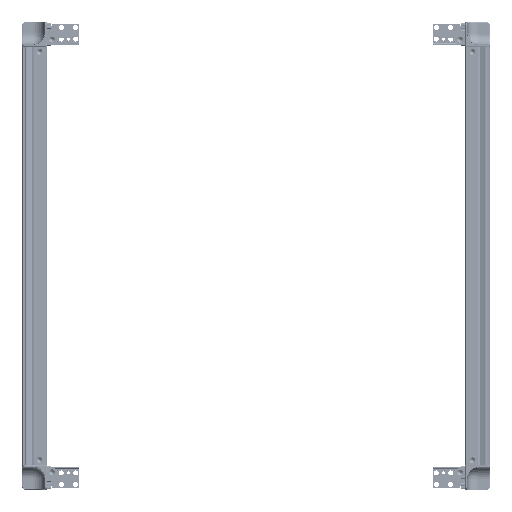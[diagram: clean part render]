
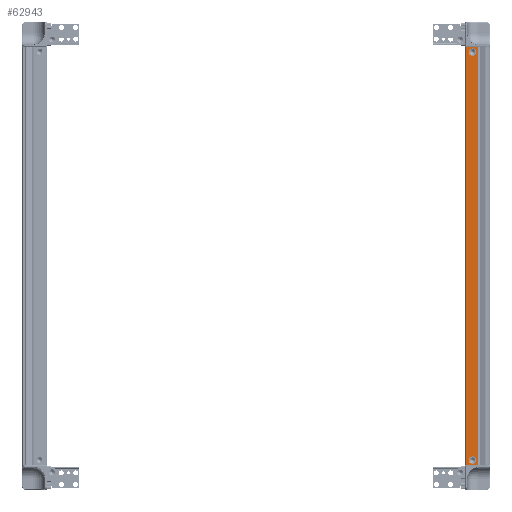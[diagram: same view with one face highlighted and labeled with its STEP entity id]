
A CAD part, left-side view. The second image highlights one B-rep face of the part: STEP entity #62943.
In plain terms, the highlighted face is planar.
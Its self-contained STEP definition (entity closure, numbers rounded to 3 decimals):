
#401 = CIRCLE ( 'NONE', #42031, 6.5 ) ;
#9292 = LINE ( 'NONE', #52167, #77697 ) ;
#10610 = VERTEX_POINT ( 'NONE', #94546 ) ;
#11080 = CARTESIAN_POINT ( 'NONE',  ( 42.5, -12.5, 716. ) ) ;
#11473 = AXIS2_PLACEMENT_3D ( 'NONE', #11080, #35510, #19766 ) ;
#11569 = CARTESIAN_POINT ( 'NONE',  ( 42.5, -2., 0. ) ) ;
#11629 = CARTESIAN_POINT ( 'NONE',  ( 42.5, -22.5, 725. ) ) ;
#11769 = CIRCLE ( 'NONE', #77736, 6.5 ) ;
#12369 = CARTESIAN_POINT ( 'NONE',  ( 42.5, -12.5, 15.5 ) ) ;
#12542 = FACE_BOUND ( 'NONE', #63052, .T. ) ;
#12625 = ORIENTED_EDGE ( 'NONE', *, *, #17174, .T. ) ;
#13776 = VERTEX_POINT ( 'NONE', #84578 ) ;
#15806 = DIRECTION ( 'NONE',  ( 0., 0., -1. ) ) ;
#17174 = EDGE_CURVE ( 'NONE', #96724, #89176, #9292, .T. ) ;
#17983 = DIRECTION ( 'NONE',  ( 0., -1., 0. ) ) ;
#18887 = ORIENTED_EDGE ( 'NONE', *, *, #47418, .F. ) ;
#19766 = DIRECTION ( 'NONE',  ( 0., 0., -1. ) ) ;
#22268 = VECTOR ( 'NONE', #96578, 1000. ) ;
#29937 = EDGE_CURVE ( 'NONE', #96724, #86364, #32248, .T. ) ;
#30663 = EDGE_CURVE ( 'NONE', #96687, #91973, #401, .T. ) ;
#32248 = LINE ( 'NONE', #65371, #96340 ) ;
#32933 = VECTOR ( 'NONE', #92499, 1000. ) ;
#35160 = ORIENTED_EDGE ( 'NONE', *, *, #69875, .F. ) ;
#35510 = DIRECTION ( 'NONE',  ( 1., 0., 0. ) ) ;
#37520 = CIRCLE ( 'NONE', #11473, 6.5 ) ;
#40590 = AXIS2_PLACEMENT_3D ( 'NONE', #84806, #52767, #85337 ) ;
#41185 = CARTESIAN_POINT ( 'NONE',  ( 42.5, -12.5, 9. ) ) ;
#42031 = AXIS2_PLACEMENT_3D ( 'NONE', #41185, #58000, #99807 ) ;
#42726 = LINE ( 'NONE', #101181, #32933 ) ;
#47418 = EDGE_CURVE ( 'NONE', #86364, #13776, #57282, .T. ) ;
#49023 = VERTEX_POINT ( 'NONE', #81763 ) ;
#50383 = AXIS2_PLACEMENT_3D ( 'NONE', #58874, #100134, #74101 ) ;
#52167 = CARTESIAN_POINT ( 'NONE',  ( 42.5, 0., 725. ) ) ;
#52203 = FACE_OUTER_BOUND ( 'NONE', #86754, .T. ) ;
#52767 = DIRECTION ( 'NONE',  ( 1., 0., 0. ) ) ;
#54081 = EDGE_CURVE ( 'NONE', #89176, #13776, #42726, .T. ) ;
#54543 = EDGE_CURVE ( 'NONE', #91973, #96687, #97177, .T. ) ;
#57282 = LINE ( 'NONE', #90416, #22268 ) ;
#58000 = DIRECTION ( 'NONE',  ( 1., 0., 0. ) ) ;
#58874 = CARTESIAN_POINT ( 'NONE',  ( 42.5, -12.5, 9. ) ) ;
#61460 = FACE_BOUND ( 'NONE', #85856, .T. ) ;
#62943 = ADVANCED_FACE ( 'NONE', ( #61460, #12542, #52203 ), #69575, .T. ) ;
#63052 = EDGE_LOOP ( 'NONE', ( #35160, #74546 ) ) ;
#63893 = ORIENTED_EDGE ( 'NONE', *, *, #54081, .T. ) ;
#65371 = CARTESIAN_POINT ( 'NONE',  ( 42.5, -2., 725. ) ) ;
#69575 = PLANE ( 'NONE',  #40590 ) ;
#69875 = EDGE_CURVE ( 'NONE', #10610, #49023, #11769, .T. ) ;
#71794 = CARTESIAN_POINT ( 'NONE',  ( 42.5, -12.5, 716. ) ) ;
#71811 = ORIENTED_EDGE ( 'NONE', *, *, #30663, .F. ) ;
#74101 = DIRECTION ( 'NONE',  ( 0., 0., 1. ) ) ;
#74546 = ORIENTED_EDGE ( 'NONE', *, *, #92950, .F. ) ;
#76112 = CARTESIAN_POINT ( 'NONE',  ( 42.5, -12.5, 2.5 ) ) ;
#77697 = VECTOR ( 'NONE', #17983, 1000. ) ;
#77736 = AXIS2_PLACEMENT_3D ( 'NONE', #71794, #105946, #15806 ) ;
#78804 = ORIENTED_EDGE ( 'NONE', *, *, #29937, .F. ) ;
#81763 = CARTESIAN_POINT ( 'NONE',  ( 42.5, -12.5, 722.5 ) ) ;
#84578 = CARTESIAN_POINT ( 'NONE',  ( 42.5, -22.5, 0. ) ) ;
#84806 = CARTESIAN_POINT ( 'NONE',  ( 42.5, 0., 725. ) ) ;
#85337 = DIRECTION ( 'NONE',  ( 0., 0., -1. ) ) ;
#85856 = EDGE_LOOP ( 'NONE', ( #87278, #71811 ) ) ;
#86364 = VERTEX_POINT ( 'NONE', #11569 ) ;
#86754 = EDGE_LOOP ( 'NONE', ( #18887, #78804, #12625, #63893 ) ) ;
#87278 = ORIENTED_EDGE ( 'NONE', *, *, #54543, .F. ) ;
#89176 = VERTEX_POINT ( 'NONE', #11629 ) ;
#90416 = CARTESIAN_POINT ( 'NONE',  ( 42.5, 0., 0. ) ) ;
#91973 = VERTEX_POINT ( 'NONE', #76112 ) ;
#92499 = DIRECTION ( 'NONE',  ( 0., 0., -1. ) ) ;
#92950 = EDGE_CURVE ( 'NONE', #49023, #10610, #37520, .T. ) ;
#94546 = CARTESIAN_POINT ( 'NONE',  ( 42.5, -12.5, 709.5 ) ) ;
#96340 = VECTOR ( 'NONE', #98482, 1000. ) ;
#96578 = DIRECTION ( 'NONE',  ( 0., -1., 0. ) ) ;
#96687 = VERTEX_POINT ( 'NONE', #12369 ) ;
#96724 = VERTEX_POINT ( 'NONE', #103589 ) ;
#97177 = CIRCLE ( 'NONE', #50383, 6.5 ) ;
#98482 = DIRECTION ( 'NONE',  ( 0., 0., -1. ) ) ;
#99807 = DIRECTION ( 'NONE',  ( 0., 0., 1. ) ) ;
#100134 = DIRECTION ( 'NONE',  ( 1., 0., 0. ) ) ;
#101181 = CARTESIAN_POINT ( 'NONE',  ( 42.5, -22.5, 725. ) ) ;
#103589 = CARTESIAN_POINT ( 'NONE',  ( 42.5, -2., 725. ) ) ;
#105946 = DIRECTION ( 'NONE',  ( 1., 0., 0. ) ) ;
